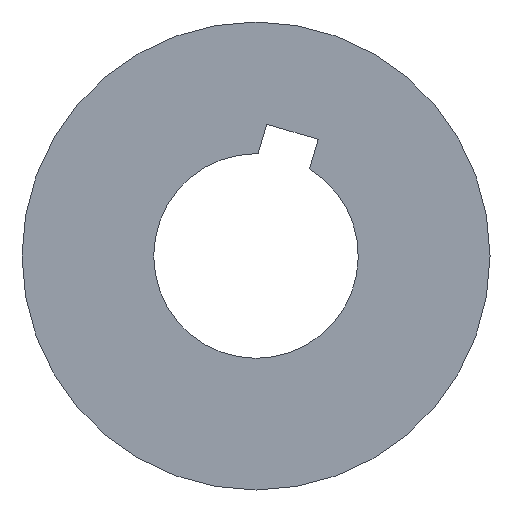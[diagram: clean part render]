
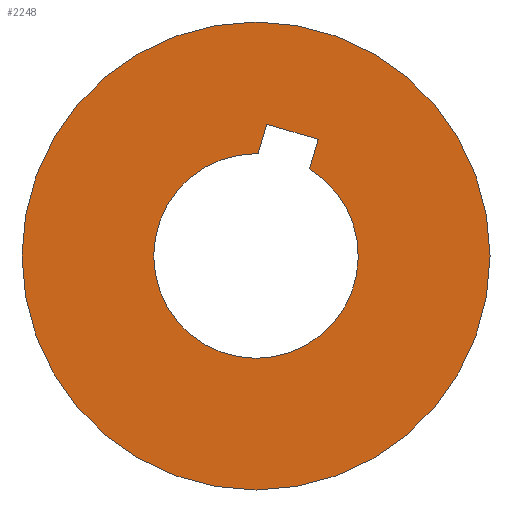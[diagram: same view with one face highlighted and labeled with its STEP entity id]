
A CAD part, front view. The second image highlights one B-rep face of the part: STEP entity #2248.
In plain terms, the highlighted planar face has unit normal (0, -1, 0).
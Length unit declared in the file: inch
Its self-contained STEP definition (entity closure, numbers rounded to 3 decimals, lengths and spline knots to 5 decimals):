
#16 = ORIENTED_EDGE ( 'NONE', *, *, #100, .F. ) ;
#30 = VERTEX_POINT ( 'NONE', #1572 ) ;
#34 = LINE ( 'NONE', #204, #370 ) ;
#94 = EDGE_LOOP ( 'NONE', ( #126, #1502 ) ) ;
#100 = EDGE_CURVE ( 'NONE', #30, #138, #1928, .T. ) ;
#104 = EDGE_CURVE ( 'NONE', #574, #135, #34, .T. ) ;
#105 = ORIENTED_EDGE ( 'NONE', *, *, #433, .F. ) ;
#126 = ORIENTED_EDGE ( 'NONE', *, *, #417, .F. ) ;
#135 = VERTEX_POINT ( 'NONE', #569 ) ;
#138 = VERTEX_POINT ( 'NONE', #309 ) ;
#154 = AXIS2_PLACEMENT_3D ( 'NONE', #1760, #212, #1071 ) ;
#156 = AXIS2_PLACEMENT_3D ( 'NONE', #896, #600, #1077 ) ;
#204 = CARTESIAN_POINT ( 'NONE',  ( 0.08277, -0.43652, 0.13459 ) ) ;
#212 = DIRECTION ( 'NONE',  ( 0., -1., 0. ) ) ;
#230 = CARTESIAN_POINT ( 'NONE',  ( 0., -0.43652, 0. ) ) ;
#264 = AXIS2_PLACEMENT_3D ( 'NONE', #1547, #2247, #1208 ) ;
#309 = CARTESIAN_POINT ( 'NONE',  ( 0., -0.43652, -0.158 ) ) ;
#370 = VECTOR ( 'NONE', #899, 39.37008 ) ;
#417 = EDGE_CURVE ( 'NONE', #687, #2236, #2079, .T. ) ;
#426 = DIRECTION ( 'NONE',  ( -0.282, 0., -0.959 ) ) ;
#433 = EDGE_CURVE ( 'NONE', #138, #574, #698, .T. ) ;
#467 = CARTESIAN_POINT ( 'NONE',  ( 0., -0.43652, 0.3615 ) ) ;
#523 = CIRCLE ( 'NONE', #1094, 0.158 ) ;
#569 = CARTESIAN_POINT ( 'NONE',  ( 0.09617, -0.43652, 0.18021 ) ) ;
#574 = VERTEX_POINT ( 'NONE', #1263 ) ;
#600 = DIRECTION ( 'NONE',  ( 0., -1., 0. ) ) ;
#612 = CARTESIAN_POINT ( 'NONE',  ( 0.09617, -0.43652, 0.18021 ) ) ;
#661 = FACE_OUTER_BOUND ( 'NONE', #94, .T. ) ;
#687 = VERTEX_POINT ( 'NONE', #467 ) ;
#698 = CIRCLE ( 'NONE', #156, 0.158 ) ;
#726 = CARTESIAN_POINT ( 'NONE',  ( 0.01653, -0.43652, 0.20359 ) ) ;
#779 = VERTEX_POINT ( 'NONE', #726 ) ;
#802 = DIRECTION ( 'NONE',  ( -0.959, 0., 0.282 ) ) ;
#896 = CARTESIAN_POINT ( 'NONE',  ( 0., -0.43652, 0. ) ) ;
#899 = DIRECTION ( 'NONE',  ( 0.282, 0., 0.959 ) ) ;
#919 = DIRECTION ( 'NONE',  ( 0., 0., -1. ) ) ;
#980 = CARTESIAN_POINT ( 'NONE',  ( 0., -0.43652, -0.3615 ) ) ;
#1071 = DIRECTION ( 'NONE',  ( 0., 0., -1. ) ) ;
#1077 = DIRECTION ( 'NONE',  ( 0., 0., -1. ) ) ;
#1079 = LINE ( 'NONE', #612, #1604 ) ;
#1094 = AXIS2_PLACEMENT_3D ( 'NONE', #1347, #1548, #1177 ) ;
#1143 = EDGE_CURVE ( 'NONE', #1512, #30, #523, .T. ) ;
#1145 = DIRECTION ( 'NONE',  ( 0., 0., -1. ) ) ;
#1149 = EDGE_LOOP ( 'NONE', ( #1643, #1924, #1399, #1549, #105, #16 ) ) ;
#1177 = DIRECTION ( 'NONE',  ( 0., 0., -1. ) ) ;
#1208 = DIRECTION ( 'NONE',  ( 0., 0., -1. ) ) ;
#1263 = CARTESIAN_POINT ( 'NONE',  ( 0.08277, -0.43652, 0.13459 ) ) ;
#1312 = CARTESIAN_POINT ( 'NONE',  ( 0.00313, -0.43652, 0.15797 ) ) ;
#1325 = VECTOR ( 'NONE', #426, 39.37008 ) ;
#1347 = CARTESIAN_POINT ( 'NONE',  ( 0., -0.43652, 0. ) ) ;
#1357 = AXIS2_PLACEMENT_3D ( 'NONE', #230, #1430, #919 ) ;
#1387 = EDGE_CURVE ( 'NONE', #135, #779, #1079, .T. ) ;
#1399 = ORIENTED_EDGE ( 'NONE', *, *, #1387, .F. ) ;
#1425 = CARTESIAN_POINT ( 'NONE',  ( 0.01653, -0.43652, 0.20359 ) ) ;
#1430 = DIRECTION ( 'NONE',  ( 0., 1., 0. ) ) ;
#1502 = ORIENTED_EDGE ( 'NONE', *, *, #1732, .F. ) ;
#1512 = VERTEX_POINT ( 'NONE', #1312 ) ;
#1547 = CARTESIAN_POINT ( 'NONE',  ( 0., -0.43652, 0. ) ) ;
#1548 = DIRECTION ( 'NONE',  ( 0., -1., 0. ) ) ;
#1549 = ORIENTED_EDGE ( 'NONE', *, *, #104, .F. ) ;
#1572 = CARTESIAN_POINT ( 'NONE',  ( 0., -0.43652, 0.158 ) ) ;
#1591 = LINE ( 'NONE', #1425, #1325 ) ;
#1604 = VECTOR ( 'NONE', #802, 39.37008 ) ;
#1643 = ORIENTED_EDGE ( 'NONE', *, *, #1143, .F. ) ;
#1732 = EDGE_CURVE ( 'NONE', #2236, #687, #1906, .T. ) ;
#1760 = CARTESIAN_POINT ( 'NONE',  ( 0., -0.43652, 0. ) ) ;
#1792 = AXIS2_PLACEMENT_3D ( 'NONE', #1998, #2216, #1145 ) ;
#1830 = FACE_BOUND ( 'NONE', #1149, .T. ) ;
#1906 = CIRCLE ( 'NONE', #1357, 0.3615 ) ;
#1924 = ORIENTED_EDGE ( 'NONE', *, *, #2200, .F. ) ;
#1928 = CIRCLE ( 'NONE', #154, 0.158 ) ;
#1998 = CARTESIAN_POINT ( 'NONE',  ( 0., -0.43652, 0. ) ) ;
#2079 = CIRCLE ( 'NONE', #264, 0.3615 ) ;
#2200 = EDGE_CURVE ( 'NONE', #779, #1512, #1591, .T. ) ;
#2209 = PLANE ( 'NONE',  #1792 ) ;
#2216 = DIRECTION ( 'NONE',  ( 0., -1., 0. ) ) ;
#2236 = VERTEX_POINT ( 'NONE', #980 ) ;
#2247 = DIRECTION ( 'NONE',  ( 0., 1., 0. ) ) ;
#2248 = ADVANCED_FACE ( 'NONE', ( #1830, #661 ), #2209, .T. ) ;
